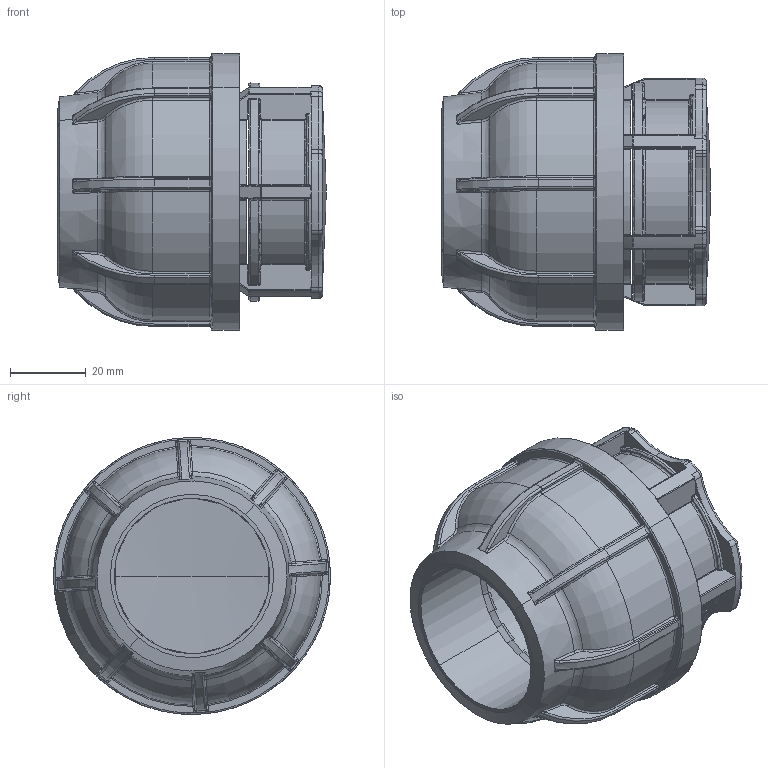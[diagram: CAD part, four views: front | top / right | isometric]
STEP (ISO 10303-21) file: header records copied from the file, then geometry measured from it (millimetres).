
FILE_DESCRIPTION (( 'STEP AP203' ), '1' );
FILE_NAME ('R221.040.000.step', '2013-11-19T09:32:59', ( 'Alusic' ), ( 'Alusic' ), 'SwSTEP 2.0', 'SolidWorks 2011', '' );
FILE_SCHEMA (( 'CONFIG_CONTROL_DESIGN' ));
Length unit declared in the file: millimetre
Products named in the file (1): R221.040.000
Bounding box: 70.84 x 72.98 x 72.99 mm (x, y, z)
Surface area: 37217.8 mm2 (no closed solid volume)
Topology: 0 solids, 17 shells, 920 faces, 2741 edges, 1663 vertices
Faces by surface type: cylinder 305, bspline 253, torus 177, plane 159, cone 15, sphere 11
Entity records: 39877 total; most frequent: CARTESIAN_POINT 18128, ORIENTED_EDGE 4506, DIRECTION 4315, EDGE_CURVE 2686, AXIS2_PLACEMENT_3D 1836, VERTEX_POINT 1663, CIRCLE 1168, EDGE_LOOP 924
